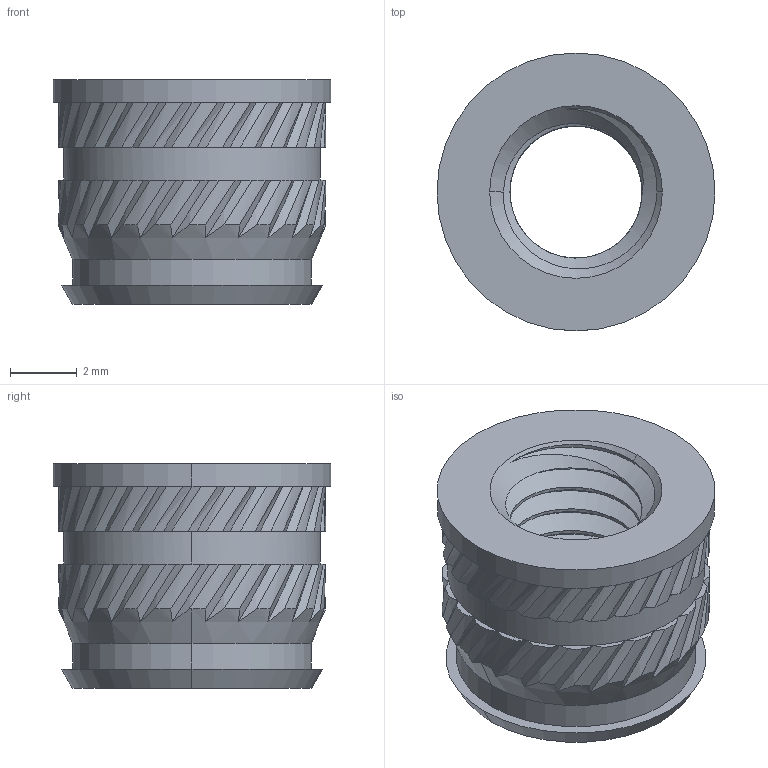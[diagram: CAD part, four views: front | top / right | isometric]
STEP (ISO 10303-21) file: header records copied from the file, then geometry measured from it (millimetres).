
FILE_DESCRIPTION (( 'STEP AP203' ), '1' );
FILE_NAME ('94180A361_Brass Tapered Heat-Set Inserts for Plastic.STEP', '2026-01-09T03:38:53', ( 'McMaster Carr Supply' ), ( 'McMaster Carr Supply' ), 'SwSTEP 2.0', 'SolidWorks 2024', '' );
FILE_SCHEMA (( 'CONFIG_CONTROL_DESIGN' ));
Length unit declared in the file: millimetre
Products named in the file (1): 94180A361_Brass Tapered Heat-Set Inserts for Plastic
Bounding box: 8.33 x 8.33 x 6.73 mm (x, y, z)
Volume: 209.5 mm3; surface area: 411.3 mm2
Topology: 1 solids, 1 shells, 236 faces, 596 edges, 364 vertices
Faces by surface type: bspline 99, cylinder 75, plane 52, cone 10
Entity records: 18598 total; most frequent: CARTESIAN_POINT 14201, ORIENTED_EDGE 1192, DIRECTION 652, EDGE_CURVE 596, VERTEX_POINT 364, AXIS2_PLACEMENT_3D 308, EDGE_LOOP 240, FACE_OUTER_BOUND 236
